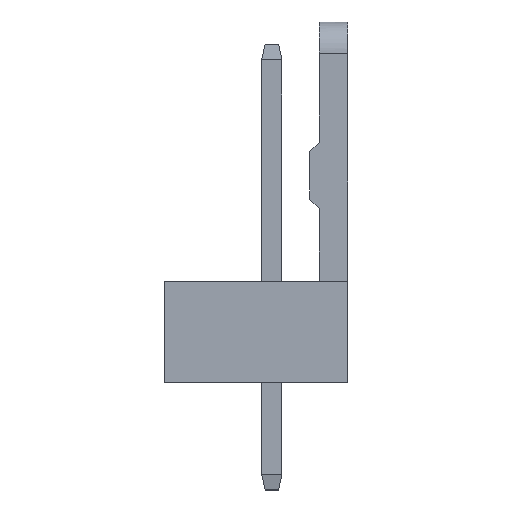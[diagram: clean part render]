
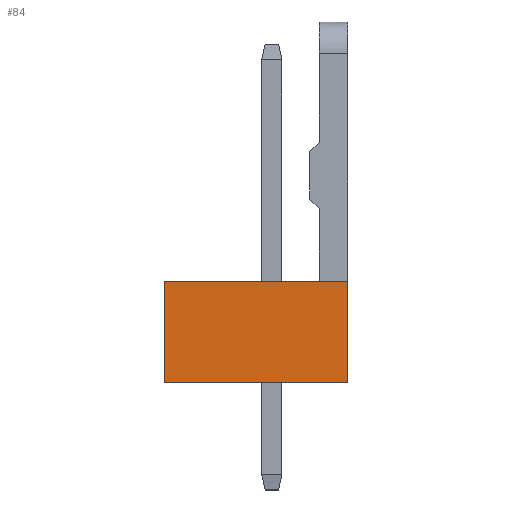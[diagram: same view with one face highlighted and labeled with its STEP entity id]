
A CAD part, left-side view. The second image highlights one B-rep face of the part: STEP entity #84.
In plain terms, the highlighted face is planar.
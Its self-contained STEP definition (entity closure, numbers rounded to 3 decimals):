
#84=ADVANCED_FACE('',(#272),#2716,.T.);
#272=FACE_OUTER_BOUND('',#460,.T.);
#460=EDGE_LOOP('',(#771,#772,#773,#774));
#771=ORIENTED_EDGE('',*,*,#1622,.F.);
#772=ORIENTED_EDGE('',*,*,#1623,.F.);
#773=ORIENTED_EDGE('',*,*,#1597,.T.);
#774=ORIENTED_EDGE('',*,*,#1621,.F.);
#1597=EDGE_CURVE('',#2476,#2475,#2043,.T.);
#1621=EDGE_CURVE('',#2495,#2475,#2063,.T.);
#1622=EDGE_CURVE('',#2496,#2495,#2064,.T.);
#1623=EDGE_CURVE('',#2476,#2496,#2065,.T.);
#2043=B_SPLINE_CURVE_WITH_KNOTS('',1,(#3961,#3962),.UNSPECIFIED.,.F.,.F.,
(2,2),(0.,3.2),.UNSPECIFIED.);
#2063=B_SPLINE_CURVE_WITH_KNOTS('',1,(#4013,#4014),.UNSPECIFIED.,.F.,.F.,
(2,2),(0.,5.8),.UNSPECIFIED.);
#2064=B_SPLINE_CURVE_WITH_KNOTS('',1,(#4015,#4016),.UNSPECIFIED.,.F.,.F.,
(2,2),(0.,3.2),.UNSPECIFIED.);
#2065=B_SPLINE_CURVE_WITH_KNOTS('',1,(#4017,#4018),.UNSPECIFIED.,.F.,.F.,
(2,2),(0.,5.8),.UNSPECIFIED.);
#2475=VERTEX_POINT('',#3667);
#2476=VERTEX_POINT('',#3668);
#2495=VERTEX_POINT('',#3687);
#2496=VERTEX_POINT('',#3688);
#2716=PLANE('',#2964);
#2964=AXIS2_PLACEMENT_3D('',#3462,#3159,$);
#3159=DIRECTION('',(0.,0.,-1.));
#3462=CARTESIAN_POINT('',(-3.481,-0.321,-19.05));
#3667=CARTESIAN_POINT('',(-2.9,3.2,-19.05));
#3668=CARTESIAN_POINT('',(-2.9,0.,-19.05));
#3687=CARTESIAN_POINT('',(2.9,3.2,-19.05));
#3688=CARTESIAN_POINT('',(2.9,0.,-19.05));
#3961=CARTESIAN_POINT('',(-2.9,0.,-19.05));
#3962=CARTESIAN_POINT('',(-2.9,3.2,-19.05));
#4013=CARTESIAN_POINT('',(2.9,3.2,-19.05));
#4014=CARTESIAN_POINT('',(-2.9,3.2,-19.05));
#4015=CARTESIAN_POINT('',(2.9,0.,-19.05));
#4016=CARTESIAN_POINT('',(2.9,3.2,-19.05));
#4017=CARTESIAN_POINT('',(-2.9,0.,-19.05));
#4018=CARTESIAN_POINT('',(2.9,0.,-19.05));
